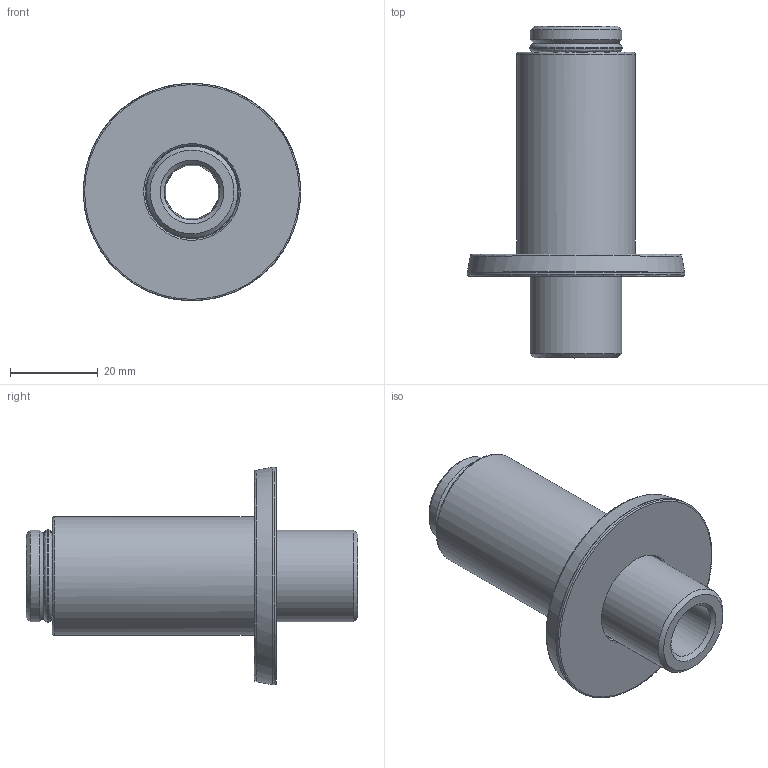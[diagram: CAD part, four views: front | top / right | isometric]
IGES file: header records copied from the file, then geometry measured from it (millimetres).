
Global section: file name: T2069S; native system: Autodesk Inventor 2020; preprocessor: unknown; author: adaniels; date: 20221128.114828; units: millimetre
Bounding box: 49.5 x 75.6 x 49.5 mm (x, y, z)
Volume: 36088.6 mm3; surface area: 19820.9 mm2
Topology: 4 solids, 4 shells, 76 faces, 213 edges, 148 vertices
Faces by surface type: bspline 76
